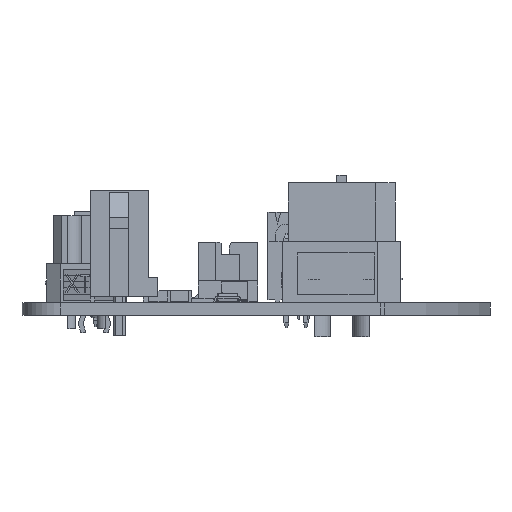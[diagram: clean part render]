
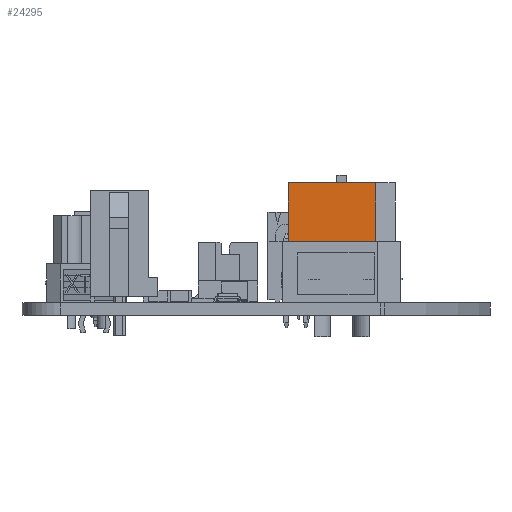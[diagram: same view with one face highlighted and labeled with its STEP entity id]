
A CAD part, left-side view. The second image highlights one B-rep face of the part: STEP entity #24295.
In plain terms, the highlighted face is planar.
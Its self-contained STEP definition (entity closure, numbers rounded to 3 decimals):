
#24131 = VERTEX_POINT('',#24132);
#24132 = CARTESIAN_POINT('',(10.6,3.3,15.7));
#24138 = EDGE_CURVE('',#24131,#24139,#24141,.T.);
#24139 = VERTEX_POINT('',#24140);
#24140 = CARTESIAN_POINT('',(-0.878,3.3,15.7));
#24141 = LINE('',#24142,#24143);
#24142 = CARTESIAN_POINT('',(10.6,3.3,15.7));
#24143 = VECTOR('',#24144,1.);
#24144 = DIRECTION('',(-1.,0.,0.));
#24276 = VERTEX_POINT('',#24277);
#24277 = CARTESIAN_POINT('',(-0.878,3.3,8.));
#24285 = EDGE_CURVE('',#24276,#24139,#24286,.T.);
#24286 = LINE('',#24287,#24288);
#24287 = CARTESIAN_POINT('',(-0.878,3.3,8.));
#24288 = VECTOR('',#24289,1.);
#24289 = DIRECTION('',(0.,0.,1.));
#24295 = ADVANCED_FACE('',(#24296),#24314,.T.);
#24296 = FACE_BOUND('',#24297,.T.);
#24297 = EDGE_LOOP('',(#24298,#24306,#24307,#24308));
#24298 = ORIENTED_EDGE('',*,*,#24299,.F.);
#24299 = EDGE_CURVE('',#24276,#24300,#24302,.T.);
#24300 = VERTEX_POINT('',#24301);
#24301 = CARTESIAN_POINT('',(10.6,3.3,8.));
#24302 = LINE('',#24303,#24304);
#24303 = CARTESIAN_POINT('',(7.1,3.3,8.));
#24304 = VECTOR('',#24305,1.);
#24305 = DIRECTION('',(1.,0.,0.));
#24306 = ORIENTED_EDGE('',*,*,#24285,.T.);
#24307 = ORIENTED_EDGE('',*,*,#24138,.F.);
#24308 = ORIENTED_EDGE('',*,*,#24309,.F.);
#24309 = EDGE_CURVE('',#24300,#24131,#24310,.T.);
#24310 = LINE('',#24311,#24312);
#24311 = CARTESIAN_POINT('',(10.6,3.3,8.));
#24312 = VECTOR('',#24313,1.);
#24313 = DIRECTION('',(0.,0.,1.));
#24314 = PLANE('',#24315);
#24315 = AXIS2_PLACEMENT_3D('',#24316,#24317,#24318);
#24316 = CARTESIAN_POINT('',(10.6,3.3,8.));
#24317 = DIRECTION('',(0.,1.,0.));
#24318 = DIRECTION('',(-1.,0.,0.));
